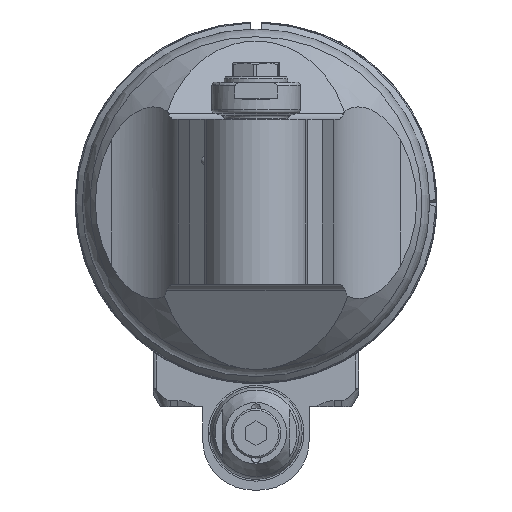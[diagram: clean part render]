
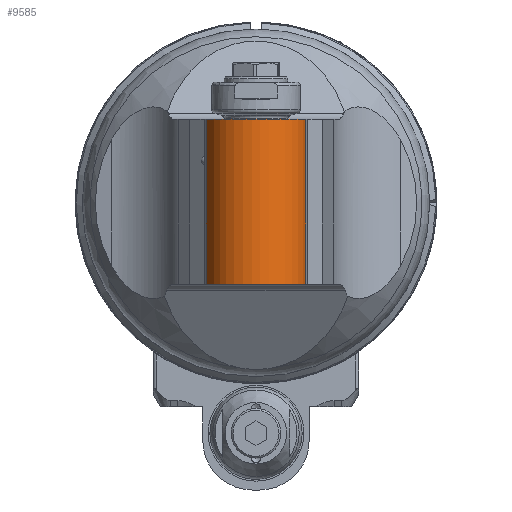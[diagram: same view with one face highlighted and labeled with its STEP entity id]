
A CAD part, front view. The second image highlights one B-rep face of the part: STEP entity #9585.
In plain terms, the highlighted cylindrical face has radius 14.5 mm (diameter 29 mm), a partial arc.
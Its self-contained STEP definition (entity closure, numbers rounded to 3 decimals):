
#494=CYLINDRICAL_SURFACE('',#10261,14.5);
#675=CIRCLE('',#10246,14.5);
#680=CIRCLE('',#10258,14.5);
#1253=FACE_OUTER_BOUND('',#1857,.T.);
#1857=EDGE_LOOP('',(#6468,#6469,#6470,#6471));
#2592=LINE('',#14718,#3292);
#2593=LINE('',#14720,#3293);
#3292=VECTOR('',#11535,46.5);
#3293=VECTOR('',#11538,46.5);
#3977=VERTEX_POINT('',#14599);
#3978=VERTEX_POINT('',#14601);
#4001=VERTEX_POINT('',#14710);
#4002=VERTEX_POINT('',#14712);
#4946=EDGE_CURVE('',#3977,#3978,#675,.T.);
#4976=EDGE_CURVE('',#4001,#4002,#680,.T.);
#4979=EDGE_CURVE('',#3977,#4002,#2592,.T.);
#4980=EDGE_CURVE('',#4001,#3978,#2593,.T.);
#6468=ORIENTED_EDGE('',*,*,#4946,.F.);
#6469=ORIENTED_EDGE('',*,*,#4979,.T.);
#6470=ORIENTED_EDGE('',*,*,#4976,.F.);
#6471=ORIENTED_EDGE('',*,*,#4980,.T.);
#9585=ADVANCED_FACE('',(#1253),#494,.T.);
#10246=AXIS2_PLACEMENT_3D('',#14602,#11485,#11486);
#10258=AXIS2_PLACEMENT_3D('',#14713,#11528,#11529);
#10261=AXIS2_PLACEMENT_3D('',#14719,#11536,#11537);
#11485=DIRECTION('center_axis',(0.,1.,0.));
#11486=DIRECTION('ref_axis',(0.259,0.,0.966));
#11528=DIRECTION('center_axis',(0.,-1.,0.));
#11529=DIRECTION('ref_axis',(0.259,0.,-0.966));
#11535=DIRECTION('',(0.,-1.,0.));
#11536=DIRECTION('center_axis',(0.,1.,0.));
#11537=DIRECTION('ref_axis',(1.,0.,0.));
#11538=DIRECTION('',(0.,1.,0.));
#14599=CARTESIAN_POINT('',(136.753,23.,14.006));
#14601=CARTESIAN_POINT('',(136.753,23.,-14.006));
#14602=CARTESIAN_POINT('Origin',(133.,23.,0.));
#14710=CARTESIAN_POINT('',(136.753,-23.5,-14.006));
#14712=CARTESIAN_POINT('',(136.753,-23.5,14.006));
#14713=CARTESIAN_POINT('Origin',(133.,-23.5,0.));
#14718=CARTESIAN_POINT('',(136.753,23.,14.006));
#14719=CARTESIAN_POINT('Origin',(133.,-66.952,0.));
#14720=CARTESIAN_POINT('',(136.753,-23.5,-14.006));
